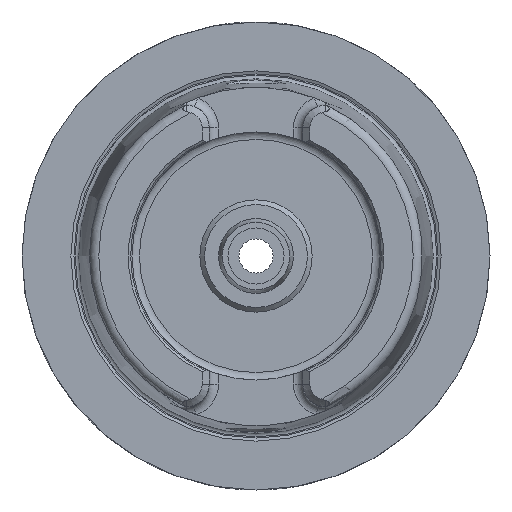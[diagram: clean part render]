
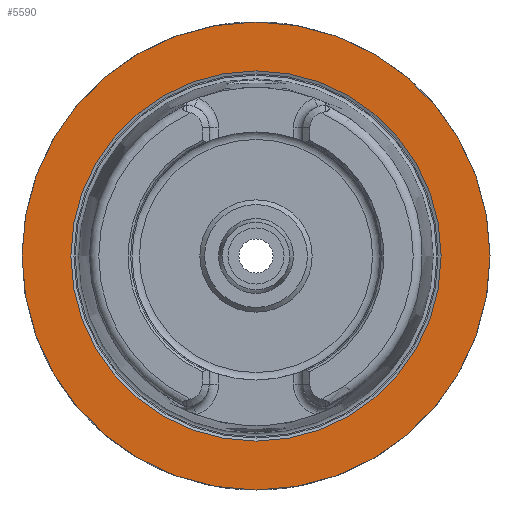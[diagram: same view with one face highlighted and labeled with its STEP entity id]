
A CAD part, left-side view. The second image highlights one B-rep face of the part: STEP entity #5590.
In plain terms, the highlighted planar face has unit normal (-1, 0, 0).
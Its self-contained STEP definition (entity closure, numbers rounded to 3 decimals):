
#4706=CARTESIAN_POINT('',(0.,50.0,0.0));
#4707=VERTEX_POINT('',#4706);
#4708=CARTESIAN_POINT('',(0.,0.,0.0));
#4709=DIRECTION('',(1.0,0.0,0.0));
#4710=DIRECTION('',(0.0,1.0,0.0));
#4711=AXIS2_PLACEMENT_3D('',#4708,#4709,#4710);
#4712=CIRCLE('',#4711,50.0);
#4713=EDGE_CURVE('',#4707,#4707,#4712,.T.);
#5564=CARTESIAN_POINT('',(0.,39.55,0.0));
#5565=VERTEX_POINT('',#5564);
#5566=CARTESIAN_POINT('',(0.,0.,0.0));
#5567=DIRECTION('',(1.0,0.0,0.0));
#5568=DIRECTION('',(0.0,1.0,0.0));
#5569=AXIS2_PLACEMENT_3D('',#5566,#5567,#5568);
#5570=CIRCLE('',#5569,39.55);
#5571=EDGE_CURVE('',#5565,#5565,#5570,.T.);
#5579=CARTESIAN_POINT('',(0.,44.775,0.0));
#5580=DIRECTION('',(-1.0,0.0,0.0));
#5581=DIRECTION('',(0.0,0.0,1.0));
#5582=AXIS2_PLACEMENT_3D('',#5579,#5580,#5581);
#5583=PLANE('',#5582);
#5584=ORIENTED_EDGE('',*,*,#4713,.F.);
#5585=EDGE_LOOP('',(#5584));
#5586=FACE_OUTER_BOUND('',#5585,.T.);
#5587=ORIENTED_EDGE('',*,*,#5571,.T.);
#5588=EDGE_LOOP('',(#5587));
#5589=FACE_BOUND('',#5588,.T.);
#5590=ADVANCED_FACE('',(#5586,#5589),#5583,.T.);
